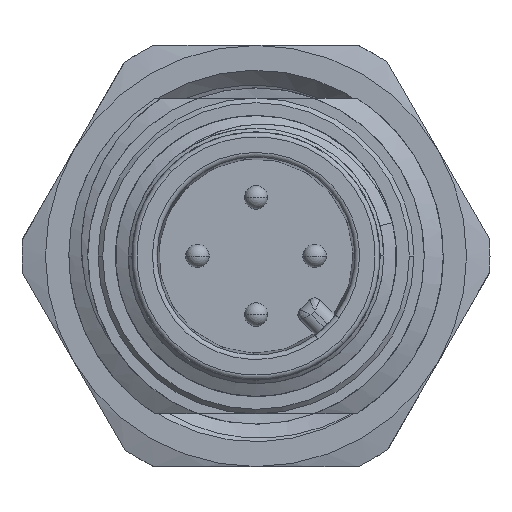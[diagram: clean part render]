
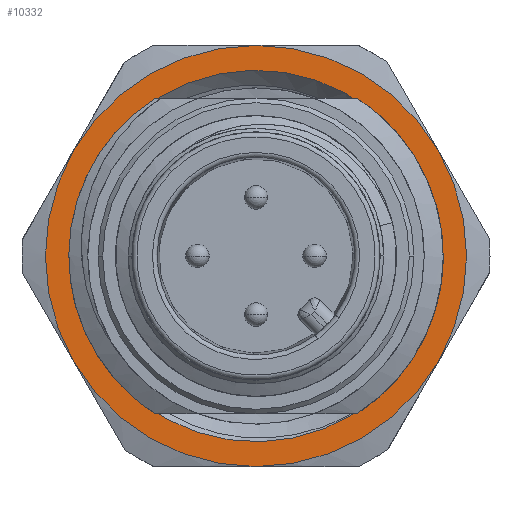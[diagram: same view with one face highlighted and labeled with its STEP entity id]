
A CAD part, left-side view. The second image highlights one B-rep face of the part: STEP entity #10332.
In plain terms, the highlighted planar face has unit normal (-1, 0, 0).
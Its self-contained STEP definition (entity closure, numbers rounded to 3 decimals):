
#1385=DIRECTION('',(0.,-1.,0.));
#1386=VECTOR('',#1385,0.116);
#1387=CARTESIAN_POINT('',(14.6,-4.177,-6.75));
#1388=LINE('',#1387,#1386);
#1448=CARTESIAN_POINT('',(14.6,0.,0.));
#1449=DIRECTION('',(1.,0.,0.));
#1450=DIRECTION('',(0.,-0.866,0.5));
#1451=AXIS2_PLACEMENT_3D('',#1448,#1449,#1450);
#1453=CARTESIAN_POINT('',(14.6,0.,0.));
#1454=DIRECTION('',(1.,0.,0.));
#1455=DIRECTION('',(0.,-0.866,-0.5));
#1456=AXIS2_PLACEMENT_3D('',#1453,#1454,#1455);
#1458=CARTESIAN_POINT('',(14.6,0.,0.));
#1459=DIRECTION('',(1.,0.,0.));
#1460=DIRECTION('',(0.,0.,-1.));
#1461=AXIS2_PLACEMENT_3D('',#1458,#1459,#1460);
#1463=CARTESIAN_POINT('',(14.6,0.,0.));
#1464=DIRECTION('',(1.,0.,0.));
#1465=DIRECTION('',(0.,0.866,-0.5));
#1466=AXIS2_PLACEMENT_3D('',#1463,#1464,#1465);
#1468=CARTESIAN_POINT('',(14.6,0.,0.));
#1469=DIRECTION('',(1.,0.,0.));
#1470=DIRECTION('',(0.,1.,0.));
#1471=AXIS2_PLACEMENT_3D('',#1468,#1469,#1470);
#1473=CARTESIAN_POINT('',(14.6,0.,0.));
#1474=DIRECTION('',(1.,0.,0.));
#1475=DIRECTION('',(0.,0.866,0.5));
#1476=AXIS2_PLACEMENT_3D('',#1473,#1474,#1475);
#1478=CARTESIAN_POINT('',(14.6,0.,0.));
#1479=DIRECTION('',(1.,0.,0.));
#1480=DIRECTION('',(0.,0.,1.));
#1481=AXIS2_PLACEMENT_3D('',#1478,#1479,#1480);
#1483=CARTESIAN_POINT('',(14.6,0.,0.));
#1484=DIRECTION('',(-1.,0.,0.));
#1485=DIRECTION('',(0.,-0.82,-0.573));
#1486=AXIS2_PLACEMENT_3D('',#1483,#1484,#1485);
#1504=CARTESIAN_POINT('',(14.6,-7.796,-4.497));
#1719=CARTESIAN_POINT('',(14.6,-0.004,-9.));
#1904=CARTESIAN_POINT('',(14.6,-6.796,4.102));
#1905=CARTESIAN_POINT('',(14.6,-6.871,3.992));
#1906=CARTESIAN_POINT('',(14.6,-7.014,3.768));
#1907=CARTESIAN_POINT('',(14.6,-7.213,3.421));
#1908=CARTESIAN_POINT('',(14.6,-7.332,3.184));
#1909=CARTESIAN_POINT('',(14.6,-7.39,3.065));
#2041=CARTESIAN_POINT('',(14.6,0.,0.));
#2042=DIRECTION('',(1.,0.,0.));
#2043=DIRECTION('',(0.,-0.526,-0.85));
#2044=AXIS2_PLACEMENT_3D('',#2041,#2042,#2043);
#2046=CARTESIAN_POINT('',(14.6,-6.506,-4.548));
#2047=CARTESIAN_POINT('',(14.6,-6.402,-4.715));
#2048=CARTESIAN_POINT('',(14.6,-6.182,-5.041));
#2049=CARTESIAN_POINT('',(14.6,-5.935,-5.352));
#2050=CARTESIAN_POINT('',(14.6,-5.805,-5.504));
#2095=CARTESIAN_POINT('',(14.6,-5.805,-5.504));
#2096=CARTESIAN_POINT('',(14.6,-5.562,-5.761));
#2097=CARTESIAN_POINT('',(14.6,-5.062,-6.221));
#2098=CARTESIAN_POINT('',(14.6,-4.55,-6.587));
#2099=CARTESIAN_POINT('',(14.6,-4.293,-6.75));
#4911=CARTESIAN_POINT('',(14.6,-7.392,
-3.058));
#4912=CARTESIAN_POINT('',(14.6,-7.335,
-3.179));
#4913=CARTESIAN_POINT('',(14.6,-7.214,
-3.417));
#4914=CARTESIAN_POINT('',(14.6,-7.016,
-3.763));
#4915=CARTESIAN_POINT('',(14.6,-6.874,
-3.986));
#4916=CARTESIAN_POINT('',(14.6,-6.799,
-4.096));
#5234=CARTESIAN_POINT('',(14.6,-7.39,3.065));
#5235=CARTESIAN_POINT('',(14.6,-7.551,2.675));
#5236=CARTESIAN_POINT('',(14.6,-7.81,1.881));
#5237=CARTESIAN_POINT('',(14.6,-8.007,
0.634));
#5238=CARTESIAN_POINT('',(14.6,-8.008,
-0.626));
#5239=CARTESIAN_POINT('',(14.6,-7.812,
-1.873));
#5240=CARTESIAN_POINT('',(14.6,-7.554,
-2.668));
#5241=CARTESIAN_POINT('',(14.6,-7.392,
-3.058));
#5301=CARTESIAN_POINT('',(14.6,7.792,-4.503));
#5322=CARTESIAN_POINT('',(14.6,0.004,9.));
#5343=CARTESIAN_POINT('',(14.6,-7.792,4.503));
#9112=VERTEX_POINT('',#5322);
#9113=CARTESIAN_POINT('',(14.6,7.796,4.497));
#9114=VERTEX_POINT('',#9113);
#9119=VERTEX_POINT('',#5343);
#9120=VERTEX_POINT('',#1504);
#9125=VERTEX_POINT('',#1719);
#9130=VERTEX_POINT('',#5301);
#9131=VERTEX_POINT('',#4911);
#9132=VERTEX_POINT('',#4916);
#9133=VERTEX_POINT('',#5234);
#9134=VERTEX_POINT('',#1904);
#9135=CARTESIAN_POINT('',(14.6,9.,-0.004));
#9136=VERTEX_POINT('',#9135);
#9179=CARTESIAN_POINT('',(14.6,-4.177,-6.75));
#9180=CARTESIAN_POINT('',(14.6,-4.293,-6.75));
#9181=VERTEX_POINT('',#9179);
#9182=VERTEX_POINT('',#9180);
#9218=VERTEX_POINT('',#2095);
#9219=VERTEX_POINT('',#2046);
#10294=CARTESIAN_POINT('',(14.6,-0.004,0.));
#10295=DIRECTION('',(1.,0.,0.));
#10296=DIRECTION('',(0.,1.,0.));
#10297=AXIS2_PLACEMENT_3D('',#10294,#10295,#10296);
#10298=PLANE('',#10297);
#10300=ORIENTED_EDGE('',*,*,#10299,.T.);
#10302=ORIENTED_EDGE('',*,*,#10301,.T.);
#10304=ORIENTED_EDGE('',*,*,#10303,.T.);
#10306=ORIENTED_EDGE('',*,*,#10305,.T.);
#10308=ORIENTED_EDGE('',*,*,#10307,.T.);
#10310=ORIENTED_EDGE('',*,*,#10309,.T.);
#10312=ORIENTED_EDGE('',*,*,#10311,.T.);
#10313=EDGE_LOOP('',(#10300,#10302,#10304,#10306,#10308,#10310,#10312));
#10314=FACE_OUTER_BOUND('',#10313,.F.);
#10315=ORIENTED_EDGE('',*,*,#10204,.T.);
#10317=ORIENTED_EDGE('',*,*,#10316,.F.);
#10319=ORIENTED_EDGE('',*,*,#10318,.F.);
#10321=ORIENTED_EDGE('',*,*,#10320,.T.);
#10323=ORIENTED_EDGE('',*,*,#10322,.F.);
#10325=ORIENTED_EDGE('',*,*,#10324,.F.);
#10327=ORIENTED_EDGE('',*,*,#10326,.F.);
#10329=ORIENTED_EDGE('',*,*,#10328,.F.);
#10330=EDGE_LOOP('',(#10315,#10317,#10319,#10321,#10323,#10325,#10327,#10329));
#10331=FACE_BOUND('',#10330,.F.);
#10332=ADVANCED_FACE('',(#10314,#10331),#10298,.F.);
#1452=CIRCLE('',#1451,9.);
#1457=CIRCLE('',#1456,9.);
#1462=CIRCLE('',#1461,9.);
#1467=CIRCLE('',#1466,9.);
#1472=CIRCLE('',#1471,9.);
#1477=CIRCLE('',#1476,9.);
#1482=CIRCLE('',#1481,9.);
#1487=CIRCLE('',#1486,7.938);
#1910=B_SPLINE_CURVE_WITH_KNOTS('',3,(#1904,#1905,#1906,#1907,#1908,#1909),
.UNSPECIFIED.,.F.,.F.,(4,1,1,4),(0.,0.333,0.667,1.),
.UNSPECIFIED.);
#2045=CIRCLE('',#2044,7.938);
#2051=B_SPLINE_CURVE_WITH_KNOTS('',3,(#2046,#2047,#2048,#2049,#2050),
.UNSPECIFIED.,.F.,.F.,(4,1,4),(0.,0.5,1.),.UNSPECIFIED.);
#2100=B_SPLINE_CURVE_WITH_KNOTS('',3,(#2095,#2096,#2097,#2098,#2099),
.UNSPECIFIED.,.F.,.F.,(4,1,4),(0.,0.5,1.),.UNSPECIFIED.);
#4917=B_SPLINE_CURVE_WITH_KNOTS('',3,(#4911,#4912,#4913,#4914,#4915,#4916),
.UNSPECIFIED.,.F.,.F.,(4,1,1,4),(0.,0.333,0.667,1.),
.UNSPECIFIED.);
#5242=B_SPLINE_CURVE_WITH_KNOTS('',3,(#5234,#5235,#5236,#5237,#5238,#5239,#5240,
#5241),.UNSPECIFIED.,.F.,.F.,(4,1,1,1,1,4),(0.,0.2,0.4,0.6,0.8,1.),
.UNSPECIFIED.);
#10204=EDGE_CURVE('',#9181,#9182,#1388,.T.);
#10299=EDGE_CURVE('',#9119,#9120,#1452,.T.);
#10301=EDGE_CURVE('',#9120,#9125,#1457,.T.);
#10303=EDGE_CURVE('',#9125,#9130,#1462,.T.);
#10305=EDGE_CURVE('',#9130,#9136,#1467,.T.);
#10307=EDGE_CURVE('',#9136,#9114,#1472,.T.);
#10309=EDGE_CURVE('',#9114,#9112,#1477,.T.);
#10311=EDGE_CURVE('',#9112,#9119,#1482,.T.);
#10316=EDGE_CURVE('',#9218,#9182,#2100,.T.);
#10318=EDGE_CURVE('',#9219,#9218,#2051,.T.);
#10320=EDGE_CURVE('',#9219,#9132,#1487,.T.);
#10322=EDGE_CURVE('',#9131,#9132,#4917,.T.);
#10324=EDGE_CURVE('',#9133,#9131,#5242,.T.);
#10326=EDGE_CURVE('',#9134,#9133,#1910,.T.);
#10328=EDGE_CURVE('',#9181,#9134,#2045,.T.);
